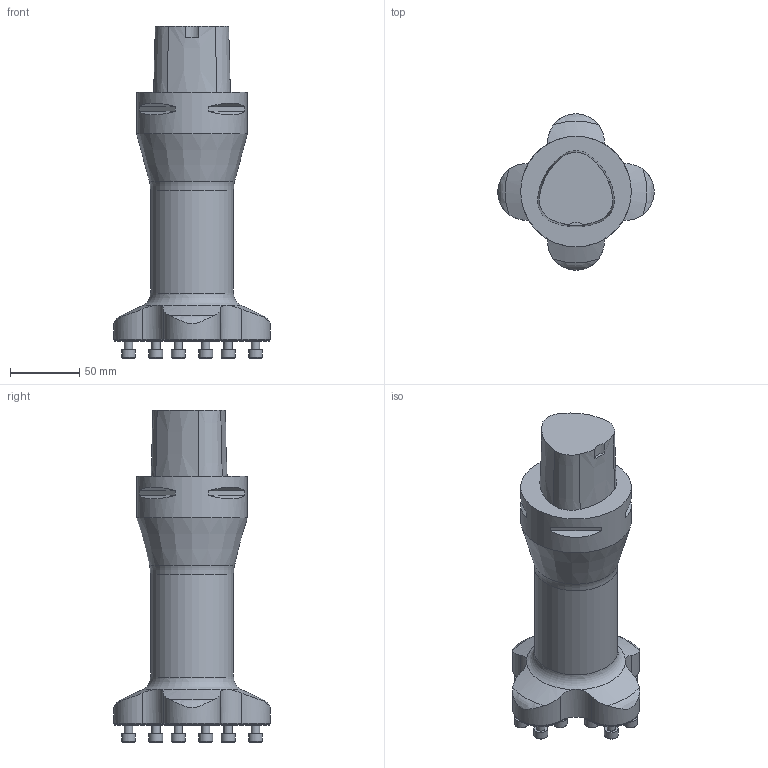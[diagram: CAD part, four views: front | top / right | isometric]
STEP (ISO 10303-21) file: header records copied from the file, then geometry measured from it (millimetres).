
FILE_DESCRIPTION(/* description */ (''),/* implementation_level */ '2;1');
FILE_NAME(/* name */ '1552912979808.stp',/* time_stamp */ '2019-03-18T13:43:13+01:00',/* author */ (''),/* organization */ ('SMS'),/* preprocessor_version */ 'ST-DEVELOPER v15',/* originating_system */ 'SIEMENS PLM Software NX 8.5',/* authorisation */ '');
FILE_SCHEMA (('AUTOMOTIVE_DESIGN { 1 0 10303 214 3 1 1 1 }'));
Length unit declared in the file: millimetre
Products named in the file (1): 201669609mod000_02
Bounding box: 113 x 113 x 240 mm (x, y, z)
Volume: 826974.2 mm3; surface area: 70372.8 mm2
Topology: 1 solids, 1 shells, 166 faces, 357 edges, 242 vertices
Faces by surface type: plane 70, cylinder 51, cone 39, torus 6
Full cylindrical faces by diameter (mm): 6 x16, 10 x16, 60 x1, 80 x1
Entity records: 4140 total; most frequent: CARTESIAN_POINT 774, DIRECTION 744, ORIENTED_EDGE 536, AXIS2_PLACEMENT_3D 332, EDGE_CURVE 268, EDGE_LOOP 262, VERTEX_POINT 200, FACE_BOUND 173
